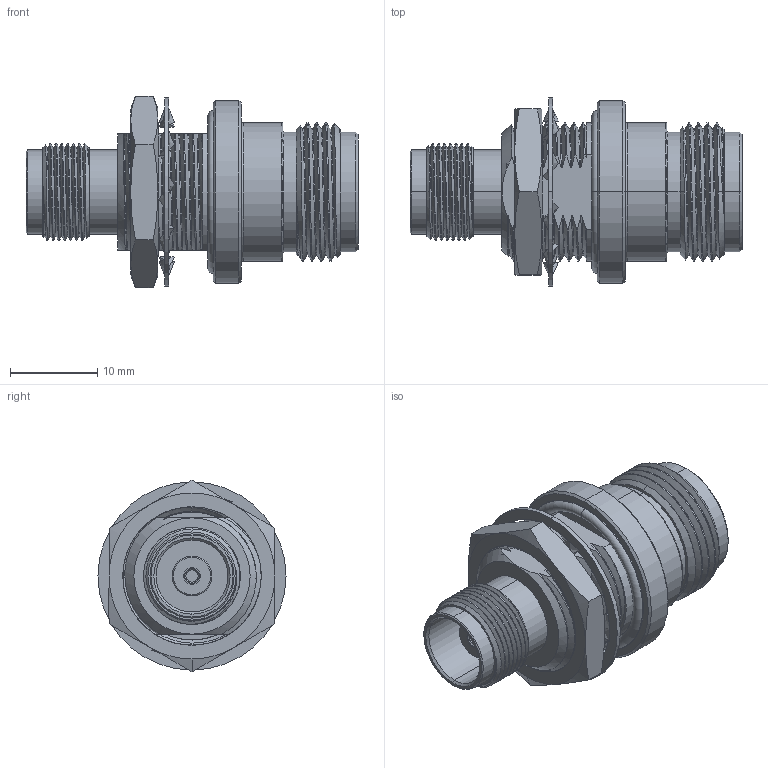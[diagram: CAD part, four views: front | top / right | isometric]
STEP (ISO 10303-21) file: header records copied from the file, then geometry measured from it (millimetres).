
FILE_DESCRIPTION (( 'STEP AP214' ), '1' );
FILE_NAME ('PE9482.STEP', '2018-02-07T16:12:44', ( '' ), ( '' ), 'SwSTEP 2.0', 'SolidWorks 2017', '' );
FILE_SCHEMA (( 'AUTOMOTIVE_DESIGN' ));
Length unit declared in the file: inch
Products named in the file (1): PE9482
Bounding box: 38.1 x 21.59 x 22 mm (x, y, z)
Volume: 5737.8 mm3; surface area: 4950.8 mm2
Topology: 5 solids, 5 shells, 354 faces, 988 edges, 656 vertices
Faces by surface type: cylinder 113, bspline 106, plane 68, cone 57, torus 10
Entity records: 34469 total; most frequent: CARTESIAN_POINT 25903, ORIENTED_EDGE 1976, DIRECTION 1200, EDGE_CURVE 988, VERTEX_POINT 656, AXIS2_PLACEMENT_3D 459, EDGE_LOOP 374, ADVANCED_FACE 354
